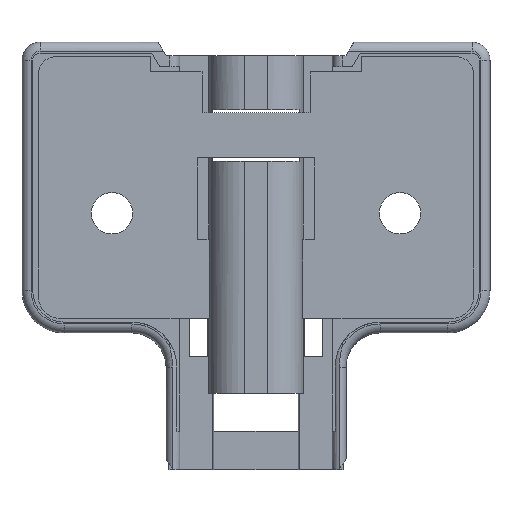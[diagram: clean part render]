
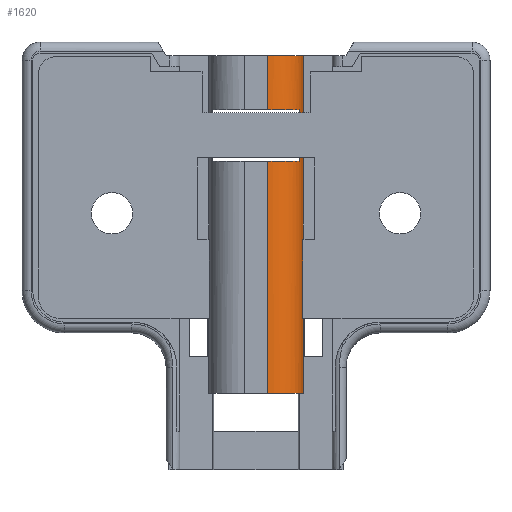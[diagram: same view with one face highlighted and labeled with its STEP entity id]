
A CAD part, front view. The second image highlights one B-rep face of the part: STEP entity #1620.
In plain terms, the highlighted cylindrical face has radius 3.951 mm (diameter 7.903 mm), a partial arc.
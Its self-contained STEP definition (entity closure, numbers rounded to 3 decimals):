
#180 = LINE ( 'NONE', #1829, #2755 ) ;
#269 = DIRECTION ( 'NONE',  ( 1., 0., 0. ) ) ;
#276 = CARTESIAN_POINT ( 'NONE',  ( 1.289, 0., 14. ) ) ;
#388 = CARTESIAN_POINT ( 'NONE',  ( 5.24, 3.951, -37.939 ) ) ;
#417 = VECTOR ( 'NONE', #4026, 1000. ) ;
#738 = CARTESIAN_POINT ( 'NONE',  ( 1.289, 3.951, 20. ) ) ;
#1272 = DIRECTION ( 'NONE',  ( 0., 0., 1. ) ) ;
#1335 = CARTESIAN_POINT ( 'NONE',  ( 1.289, 0., -17.5 ) ) ;
#1512 = AXIS2_PLACEMENT_3D ( 'NONE', #2036, #6571, #6017 ) ;
#1620 = ADVANCED_FACE ( 'NONE', ( #4431 ), #2856, .T. ) ;
#1677 = DIRECTION ( 'NONE',  ( 0., 0., 1. ) ) ;
#1743 = CARTESIAN_POINT ( 'NONE',  ( 1.289, 3.951, -37.939 ) ) ;
#1787 = CARTESIAN_POINT ( 'NONE',  ( 1.289, 0., -37.939 ) ) ;
#1829 = CARTESIAN_POINT ( 'NONE',  ( 1.289, 0., -37.939 ) ) ;
#1862 = EDGE_CURVE ( 'NONE', #6060, #5448, #3637, .T. ) ;
#1888 = EDGE_CURVE ( 'NONE', #3022, #4075, #180, .T. ) ;
#1889 = CIRCLE ( 'NONE', #5052, 3.951 ) ;
#1923 = VERTEX_POINT ( 'NONE', #4770 ) ;
#1956 = VERTEX_POINT ( 'NONE', #7182 ) ;
#2036 = CARTESIAN_POINT ( 'NONE',  ( 1.289, 3.951, -17.5 ) ) ;
#2266 = DIRECTION ( 'NONE',  ( 1., 0., 0. ) ) ;
#2496 = AXIS2_PLACEMENT_3D ( 'NONE', #738, #6301, #269 ) ;
#2674 = ORIENTED_EDGE ( 'NONE', *, *, #3183, .T. ) ;
#2718 = ORIENTED_EDGE ( 'NONE', *, *, #5943, .F. ) ;
#2755 = VECTOR ( 'NONE', #1272, 1000. ) ;
#2856 = CYLINDRICAL_SURFACE ( 'NONE', #3860, 3.951 ) ;
#3022 = VERTEX_POINT ( 'NONE', #1335 ) ;
#3026 = CARTESIAN_POINT ( 'NONE',  ( 5.24, 3.951, 20. ) ) ;
#3029 = VERTEX_POINT ( 'NONE', #3026 ) ;
#3172 = LINE ( 'NONE', #6812, #6623 ) ;
#3183 = EDGE_CURVE ( 'NONE', #1956, #3029, #6609, .T. ) ;
#3221 = CARTESIAN_POINT ( 'NONE',  ( 1.289, 0., 8.3 ) ) ;
#3251 = EDGE_LOOP ( 'NONE', ( #6948, #2674, #5200, #3393, #6654, #4156, #2718, #4809 ) ) ;
#3341 = CARTESIAN_POINT ( 'NONE',  ( 4.8, 2.14, 8.3 ) ) ;
#3393 = ORIENTED_EDGE ( 'NONE', *, *, #1862, .F. ) ;
#3497 = CIRCLE ( 'NONE', #4430, 3.951 ) ;
#3637 = LINE ( 'NONE', #1787, #417 ) ;
#3748 = EDGE_CURVE ( 'NONE', #1923, #6060, #1889, .T. ) ;
#3860 = AXIS2_PLACEMENT_3D ( 'NONE', #1743, #1677, #4990 ) ;
#3948 = CARTESIAN_POINT ( 'NONE',  ( 1.289, 0., 20. ) ) ;
#4026 = DIRECTION ( 'NONE',  ( 0., 0., 1. ) ) ;
#4075 = VERTEX_POINT ( 'NONE', #3221 ) ;
#4156 = ORIENTED_EDGE ( 'NONE', *, *, #6376, .F. ) ;
#4430 = AXIS2_PLACEMENT_3D ( 'NONE', #6860, #5717, #6348 ) ;
#4431 = FACE_OUTER_BOUND ( 'NONE', #3251, .T. ) ;
#4474 = DIRECTION ( 'NONE',  ( 0., 0., 1. ) ) ;
#4535 = CARTESIAN_POINT ( 'NONE',  ( 1.289, 3.951, 14. ) ) ;
#4770 = CARTESIAN_POINT ( 'NONE',  ( 4.8, 2.14, 14. ) ) ;
#4809 = ORIENTED_EDGE ( 'NONE', *, *, #1888, .F. ) ;
#4967 = DIRECTION ( 'NONE',  ( 0., 0., 1. ) ) ;
#4990 = DIRECTION ( 'NONE',  ( 1., 0., 0. ) ) ;
#4995 = DIRECTION ( 'NONE',  ( 0., 0., -1. ) ) ;
#5052 = AXIS2_PLACEMENT_3D ( 'NONE', #4535, #4995, #2266 ) ;
#5200 = ORIENTED_EDGE ( 'NONE', *, *, #6608, .F. ) ;
#5448 = VERTEX_POINT ( 'NONE', #3948 ) ;
#5659 = CIRCLE ( 'NONE', #2496, 3.951 ) ;
#5717 = DIRECTION ( 'NONE',  ( 0., 0., 1. ) ) ;
#5943 = EDGE_CURVE ( 'NONE', #4075, #6135, #3497, .T. ) ;
#6017 = DIRECTION ( 'NONE',  ( -1., 0., 0. ) ) ;
#6060 = VERTEX_POINT ( 'NONE', #276 ) ;
#6066 = EDGE_CURVE ( 'NONE', #1956, #3022, #6800, .T. ) ;
#6135 = VERTEX_POINT ( 'NONE', #3341 ) ;
#6301 = DIRECTION ( 'NONE',  ( 0., 0., 1. ) ) ;
#6348 = DIRECTION ( 'NONE',  ( -1., 0., 0. ) ) ;
#6376 = EDGE_CURVE ( 'NONE', #6135, #1923, #3172, .T. ) ;
#6571 = DIRECTION ( 'NONE',  ( 0., 0., -1. ) ) ;
#6608 = EDGE_CURVE ( 'NONE', #5448, #3029, #5659, .T. ) ;
#6609 = LINE ( 'NONE', #388, #6768 ) ;
#6623 = VECTOR ( 'NONE', #4474, 1000. ) ;
#6654 = ORIENTED_EDGE ( 'NONE', *, *, #3748, .F. ) ;
#6768 = VECTOR ( 'NONE', #4967, 1000. ) ;
#6800 = CIRCLE ( 'NONE', #1512, 3.951 ) ;
#6812 = CARTESIAN_POINT ( 'NONE',  ( 4.8, 2.14, -37.939 ) ) ;
#6860 = CARTESIAN_POINT ( 'NONE',  ( 1.289, 3.951, 8.3 ) ) ;
#6948 = ORIENTED_EDGE ( 'NONE', *, *, #6066, .F. ) ;
#7182 = CARTESIAN_POINT ( 'NONE',  ( 5.24, 3.951, -17.5 ) ) ;
